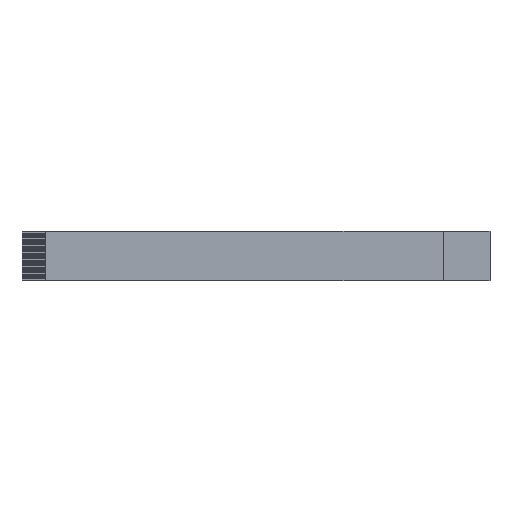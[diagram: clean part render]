
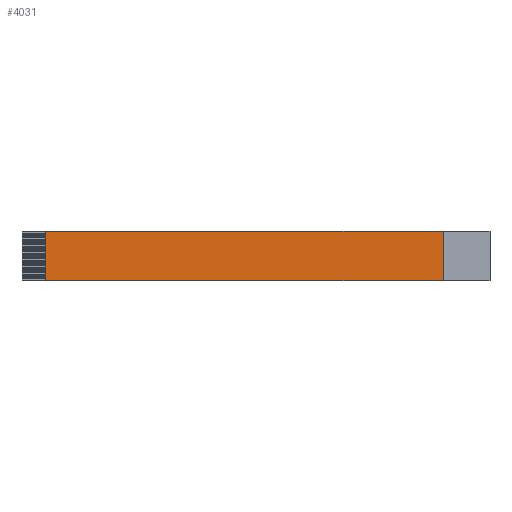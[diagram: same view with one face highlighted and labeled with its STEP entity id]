
A CAD part, top view. The second image highlights one B-rep face of the part: STEP entity #4031.
In plain terms, the highlighted planar face has unit normal (0, 0, 1).
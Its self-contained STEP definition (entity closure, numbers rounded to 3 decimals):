
#305=ORIENTED_EDGE('',*,*,#1169,.F.);
#306=ORIENTED_EDGE('',*,*,#1028,.F.);
#307=ORIENTED_EDGE('',*,*,#1170,.T.);
#308=ORIENTED_EDGE('',*,*,#1018,.T.);
#1018=EDGE_CURVE('',#1462,#1461,#1729,.T.);
#1028=EDGE_CURVE('',#1469,#1369,#1738,.T.);
#1169=EDGE_CURVE('',#1369,#1461,#1879,.T.);
#1170=EDGE_CURVE('',#1469,#1462,#1880,.T.);
#1369=VERTEX_POINT('',#5007);
#1461=VERTEX_POINT('',#5201);
#1462=VERTEX_POINT('',#5203);
#1469=VERTEX_POINT('',#5222);
#1729=LINE('',#5202,#2171);
#1738=LINE('',#5223,#2180);
#1879=LINE('',#5524,#2321);
#1880=LINE('',#5525,#2322);
#2171=VECTOR('',#4377,1000.);
#2180=VECTOR('',#4388,1000.);
#2321=VECTOR('',#4613,1000.);
#2322=VECTOR('',#4614,1000.);
#2565=EDGE_LOOP('',(#305,#306,#307,#308));
#2705=FACE_BOUND('',#2565,.T.);
#2845=PLANE('',#4178);
#4031=ADVANCED_FACE('',(#2705),#2845,.F.);
#4178=AXIS2_PLACEMENT_3D('',#5523,#4611,#4612);
#4377=DIRECTION('',(1.,0.,0.));
#4388=DIRECTION('',(1.,0.,0.));
#4611=DIRECTION('',(0.,0.,-1.));
#4612=DIRECTION('',(-1.,0.,0.));
#4613=DIRECTION('',(0.,-1.,0.));
#4614=DIRECTION('',(0.,-1.,0.));
#5007=CARTESIAN_POINT('',(40.,5.25,0.095));
#5201=CARTESIAN_POINT('',(40.,-5.25,0.095));
#5202=CARTESIAN_POINT('',(-45.,-5.25,0.095));
#5203=CARTESIAN_POINT('',(-45.,-5.25,0.095));
#5222=CARTESIAN_POINT('',(-45.,5.25,0.095));
#5223=CARTESIAN_POINT('',(-45.,5.25,0.095));
#5523=CARTESIAN_POINT('',(-45.,5.25,0.095));
#5524=CARTESIAN_POINT('',(40.,5.25,0.095));
#5525=CARTESIAN_POINT('',(-45.,5.25,0.095));
